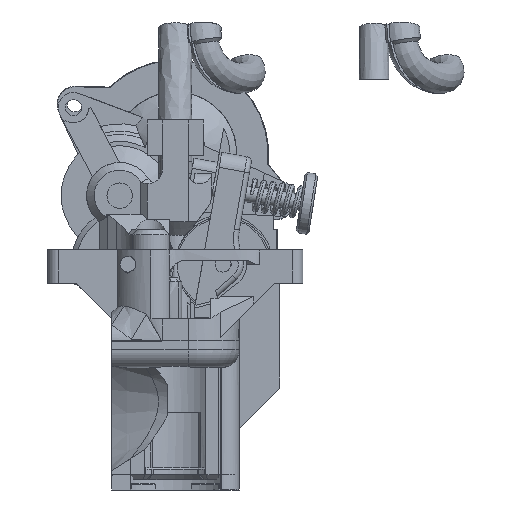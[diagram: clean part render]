
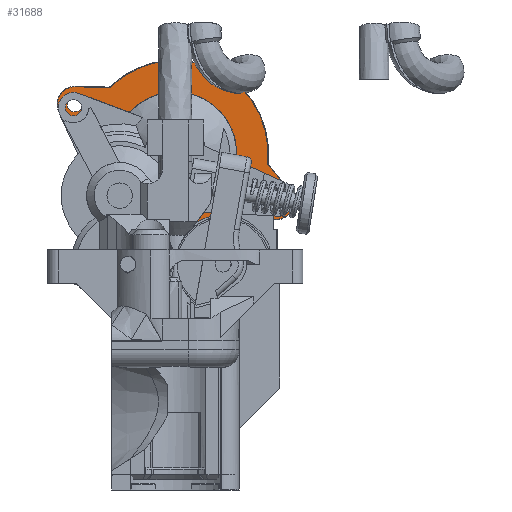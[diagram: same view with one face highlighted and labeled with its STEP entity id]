
A CAD part, front view. The second image highlights one B-rep face of the part: STEP entity #31688.
In plain terms, the highlighted face is planar.
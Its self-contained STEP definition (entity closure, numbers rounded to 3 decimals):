
#354=FACE_BOUND('',#4042,.T.);
#355=FACE_BOUND('',#4043,.T.);
#356=FACE_BOUND('',#4044,.T.);
#978=PLANE('',#33635);
#2249=FACE_OUTER_BOUND('',#4041,.T.);
#4041=EDGE_LOOP('',(#22003,#22004,#22005,#22006,#22007,#22008,#22009,#22010,
#22011,#22012,#22013,#22014));
#4042=EDGE_LOOP('',(#22015));
#4043=EDGE_LOOP('',(#22016));
#4044=EDGE_LOOP('',(#22017));
#5947=CIRCLE('',#33610,3.4);
#5951=CIRCLE('',#33621,1.1);
#5953=CIRCLE('',#33625,1.1);
#5957=CIRCLE('',#33634,1.1);
#5958=CIRCLE('',#33636,1.1);
#5959=CIRCLE('',#33637,18.15);
#5960=CIRCLE('',#33638,3.4);
#5961=CIRCLE('',#33639,18.15);
#5962=CIRCLE('',#33640,8.);
#5963=CIRCLE('',#33641,1.5);
#5964=CIRCLE('',#33642,1.5);
#6980=LINE('',#45978,#10362);
#6986=LINE('',#45990,#10368);
#6990=LINE('',#45999,#10372);
#6992=LINE('',#46004,#10374);
#10362=VECTOR('',#36566,1000.);
#10368=VECTOR('',#36574,1000.);
#10372=VECTOR('',#36580,1000.);
#10374=VECTOR('',#36584,1000.);
#13767=VERTEX_POINT('',#45968);
#13769=VERTEX_POINT('',#45971);
#13771=VERTEX_POINT('',#45977);
#13774=VERTEX_POINT('',#45984);
#13776=VERTEX_POINT('',#45988);
#13777=VERTEX_POINT('',#45992);
#13780=VERTEX_POINT('',#45997);
#13782=VERTEX_POINT('',#46002);
#13787=VERTEX_POINT('',#46019);
#13791=VERTEX_POINT('',#46031);
#13799=VERTEX_POINT('',#46058);
#13800=VERTEX_POINT('',#46062);
#13801=VERTEX_POINT('',#46067);
#13802=VERTEX_POINT('',#46069);
#13803=VERTEX_POINT('',#46071);
#16934=EDGE_CURVE('',#13767,#13769,#5947,.T.);
#16937=EDGE_CURVE('',#13769,#13771,#6980,.T.);
#16943=EDGE_CURVE('',#13776,#13774,#6986,.T.);
#16947=EDGE_CURVE('',#13780,#13777,#6990,.T.);
#16949=EDGE_CURVE('',#13782,#13767,#6992,.T.);
#16957=EDGE_CURVE('',#13771,#13787,#5951,.T.);
#16964=EDGE_CURVE('',#13791,#13776,#5953,.T.);
#16977=EDGE_CURVE('',#13777,#13799,#5957,.T.);
#16979=EDGE_CURVE('',#13782,#13800,#5958,.T.);
#16980=EDGE_CURVE('',#13799,#13800,#5959,.T.);
#16981=EDGE_CURVE('',#13774,#13780,#5960,.T.);
#16982=EDGE_CURVE('',#13787,#13791,#5961,.T.);
#16983=EDGE_CURVE('',#13801,#13801,#5962,.T.);
#16984=EDGE_CURVE('',#13802,#13802,#5963,.T.);
#16985=EDGE_CURVE('',#13803,#13803,#5964,.T.);
#22003=ORIENTED_EDGE('',*,*,#16979,.T.);
#22004=ORIENTED_EDGE('',*,*,#16980,.F.);
#22005=ORIENTED_EDGE('',*,*,#16977,.F.);
#22006=ORIENTED_EDGE('',*,*,#16947,.F.);
#22007=ORIENTED_EDGE('',*,*,#16981,.F.);
#22008=ORIENTED_EDGE('',*,*,#16943,.F.);
#22009=ORIENTED_EDGE('',*,*,#16964,.F.);
#22010=ORIENTED_EDGE('',*,*,#16982,.F.);
#22011=ORIENTED_EDGE('',*,*,#16957,.F.);
#22012=ORIENTED_EDGE('',*,*,#16937,.F.);
#22013=ORIENTED_EDGE('',*,*,#16934,.F.);
#22014=ORIENTED_EDGE('',*,*,#16949,.F.);
#22015=ORIENTED_EDGE('',*,*,#16983,.F.);
#22016=ORIENTED_EDGE('',*,*,#16984,.F.);
#22017=ORIENTED_EDGE('',*,*,#16985,.F.);
#31688=ADVANCED_FACE('',(#2249,#354,#355,#356),#978,.F.);
#33610=AXIS2_PLACEMENT_3D('',#45972,#36559,#36560);
#33621=AXIS2_PLACEMENT_3D('',#46020,#36600,#36601);
#33625=AXIS2_PLACEMENT_3D('',#46033,#36613,#36614);
#33634=AXIS2_PLACEMENT_3D('',#46059,#36640,#36641);
#33635=AXIS2_PLACEMENT_3D('',#46061,#36643,#36644);
#33636=AXIS2_PLACEMENT_3D('',#46063,#36645,#36646);
#33637=AXIS2_PLACEMENT_3D('',#46064,#36647,#36648);
#33638=AXIS2_PLACEMENT_3D('',#46065,#36649,#36650);
#33639=AXIS2_PLACEMENT_3D('',#46066,#36651,#36652);
#33640=AXIS2_PLACEMENT_3D('',#46068,#36653,#36654);
#33641=AXIS2_PLACEMENT_3D('',#46070,#36655,#36656);
#33642=AXIS2_PLACEMENT_3D('',#46072,#36657,#36658);
#36559=DIRECTION('center_axis',(0.,0.,-1.));
#36560=DIRECTION('ref_axis',(-1.,0.,0.));
#36566=DIRECTION('',(-0.91,-0.415,0.));
#36574=DIRECTION('',(-0.91,0.415,0.));
#36580=DIRECTION('',(0.91,0.415,0.));
#36584=DIRECTION('',(0.91,-0.415,0.));
#36600=DIRECTION('center_axis',(0.,0.,1.));
#36601=DIRECTION('ref_axis',(1.,0.,0.));
#36613=DIRECTION('center_axis',(0.,0.,
1.));
#36614=DIRECTION('ref_axis',(0.,-1.,0.));
#36640=DIRECTION('center_axis',(0.,0.,1.));
#36641=DIRECTION('ref_axis',(1.,0.,0.));
#36643=DIRECTION('center_axis',(0.,0.,-1.));
#36644=DIRECTION('ref_axis',(-1.,0.,0.));
#36645=DIRECTION('center_axis',(0.,0.,-1.));
#36646=DIRECTION('ref_axis',(1.,0.,0.));
#36647=DIRECTION('center_axis',(0.,0.,-1.));
#36648=DIRECTION('ref_axis',(-1.,0.,0.));
#36649=DIRECTION('center_axis',(0.,0.,-1.));
#36650=DIRECTION('ref_axis',(-1.,0.,0.));
#36651=DIRECTION('center_axis',(0.,0.,-1.));
#36652=DIRECTION('ref_axis',(-1.,0.,0.));
#36653=DIRECTION('center_axis',(0.,0.,1.));
#36654=DIRECTION('ref_axis',(1.,0.,0.));
#36655=DIRECTION('center_axis',(0.,0.,1.));
#36656=DIRECTION('ref_axis',(1.,0.,0.));
#36657=DIRECTION('center_axis',(0.,0.,1.));
#36658=DIRECTION('ref_axis',(1.,0.,0.));
#45968=CARTESIAN_POINT('',(23.362,28.593,-6.));
#45971=CARTESIAN_POINT('',(23.362,22.407,-6.));
#45972=CARTESIAN_POINT('Origin',(21.95,25.5,-6.));
#45977=CARTESIAN_POINT('',(17.577,19.766,-6.));
#45978=CARTESIAN_POINT('',(20.469,21.086,-6.));
#45984=CARTESIAN_POINT('',(-23.362,22.407,-6.));
#45988=CARTESIAN_POINT('',(-17.577,19.766,-6.));
#45990=CARTESIAN_POINT('',(-20.469,21.086,-6.));
#45992=CARTESIAN_POINT('',(-17.577,31.234,-6.));
#45997=CARTESIAN_POINT('',(-23.362,28.593,-6.));
#45999=CARTESIAN_POINT('',(-20.469,29.914,-6.));
#46002=CARTESIAN_POINT('',(17.577,31.234,-6.));
#46004=CARTESIAN_POINT('',(20.469,29.914,-6.));
#46019=CARTESIAN_POINT('',(17.003,19.15,-6.));
#46020=CARTESIAN_POINT('Origin',(18.033,18.765,-6.));
#46031=CARTESIAN_POINT('',(-17.003,19.15,-6.));
#46033=CARTESIAN_POINT('Origin',(-18.033,18.765,-6.));
#46058=CARTESIAN_POINT('',(-17.003,31.85,-6.));
#46059=CARTESIAN_POINT('Origin',(-18.033,32.235,-6.));
#46061=CARTESIAN_POINT('Origin',(0.,25.5,-6.));
#46062=CARTESIAN_POINT('',(17.003,31.85,-6.));
#46063=CARTESIAN_POINT('Origin',(18.033,32.235,-6.));
#46064=CARTESIAN_POINT('Origin',(0.,25.5,-6.));
#46065=CARTESIAN_POINT('Origin',(-21.95,25.5,-6.));
#46066=CARTESIAN_POINT('Origin',(0.,25.5,-6.));
#46067=CARTESIAN_POINT('',(-8.,25.5,-6.));
#46068=CARTESIAN_POINT('Origin',(0.,25.5,-6.));
#46069=CARTESIAN_POINT('',(20.42,25.5,-6.));
#46070=CARTESIAN_POINT('Origin',(21.92,25.5,-6.));
#46071=CARTESIAN_POINT('',(-23.42,25.5,-6.));
#46072=CARTESIAN_POINT('Origin',(-21.92,25.5,-6.));
